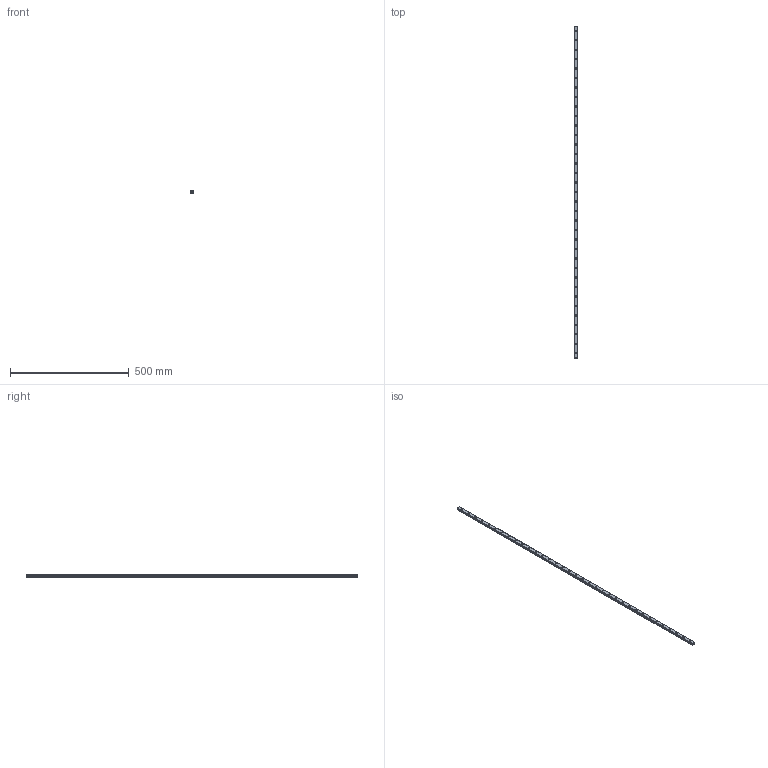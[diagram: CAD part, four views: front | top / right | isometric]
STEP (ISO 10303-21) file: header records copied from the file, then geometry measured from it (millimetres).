
FILE_DESCRIPTION(('STEP AP214'),'1');
FILE_NAME('cctmp_B1E59D5D-D7CE-44D5-A8E3-C187A946AE2E_2021_02_19_13_28_28_0130..stp','2021-02-19T12:28:28',('HIWIN GmbH'),('CADClick - www.CADClick.com'),'Spatial InterOp 3D',' ','unknown authorization');
FILE_SCHEMA(('AUTOMOTIVE_DESIGN'));
Length unit declared in the file: millimetre
Products named in the file (1): MGNR15R1400CM_FILE
Bounding box: 15 x 1400 x 10 mm (x, y, z)
Volume: 194503.2 mm3; surface area: 82957.6 mm2
Topology: 1 solids, 1 shells, 410 faces, 897 edges, 598 vertices
Faces by surface type: cylinder 226, plane 184
Entity records: 14737 total; most frequent: DIRECTION 2171, CARTESIAN_POINT 1906, ORIENTED_EDGE 1794, EDGE_CURVE 897, AXIS2_PLACEMENT_3D 863, VERTEX_POINT 598, EDGE_LOOP 519, CIRCLE 452
